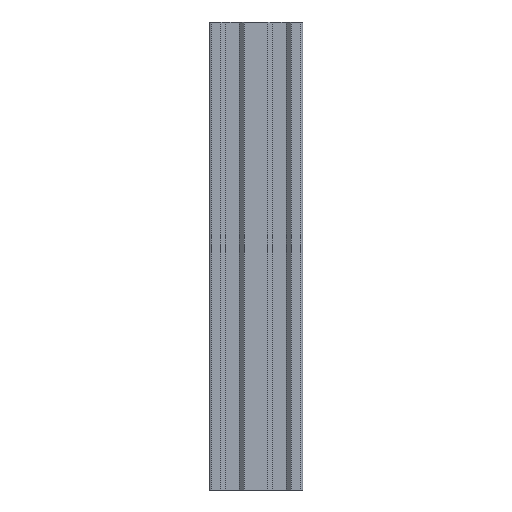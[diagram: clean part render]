
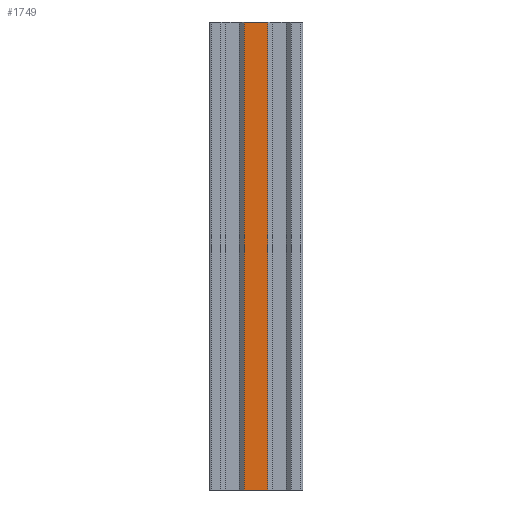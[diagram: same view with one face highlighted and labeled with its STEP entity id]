
A CAD part, left-side view. The second image highlights one B-rep face of the part: STEP entity #1749.
In plain terms, the highlighted planar face has unit normal (-1, 0, 0).
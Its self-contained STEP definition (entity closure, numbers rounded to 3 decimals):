
#47=FACE_OUTER_BOUND('',#138,.T.);
#138=EDGE_LOOP('',(#1257,#1258,#1259,#1260));
#257=LINE('',#2471,#503);
#318=LINE('',#2601,#564);
#320=LINE('',#2605,#566);
#321=LINE('',#2606,#567);
#503=VECTOR('',#1989,10.);
#564=VECTOR('',#2070,10.);
#566=VECTOR('',#2074,10.);
#567=VECTOR('',#2075,10.);
#750=VERTEX_POINT('',#2468);
#751=VERTEX_POINT('',#2470);
#810=VERTEX_POINT('',#2599);
#811=VERTEX_POINT('',#2604);
#923=EDGE_CURVE('',#750,#751,#257,.T.);
#988=EDGE_CURVE('',#810,#750,#318,.T.);
#990=EDGE_CURVE('',#811,#810,#320,.T.);
#991=EDGE_CURVE('',#751,#811,#321,.T.);
#1257=ORIENTED_EDGE('',*,*,#988,.F.);
#1258=ORIENTED_EDGE('',*,*,#990,.F.);
#1259=ORIENTED_EDGE('',*,*,#991,.F.);
#1260=ORIENTED_EDGE('',*,*,#923,.F.);
#1667=PLANE('',#1857);
#1749=ADVANCED_FACE('',(#47),#1667,.T.);
#1857=AXIS2_PLACEMENT_3D('',#2603,#2072,#2073);
#1989=DIRECTION('',(0.,1.,0.));
#2070=DIRECTION('',(0.,0.,-1.));
#2072=DIRECTION('center_axis',(-1.,0.,0.));
#2073=DIRECTION('ref_axis',(0.,-1.,0.));
#2074=DIRECTION('',(0.,-1.,0.));
#2075=DIRECTION('',(0.,0.,1.));
#2468=CARTESIAN_POINT('',(-10.,-5.,0.));
#2470=CARTESIAN_POINT('',(-10.,5.,0.));
#2471=CARTESIAN_POINT('',(-10.,0.,0.));
#2599=CARTESIAN_POINT('',(-10.,-5.,200.));
#2601=CARTESIAN_POINT('',(-10.,-5.,0.));
#2603=CARTESIAN_POINT('Origin',(-10.,7.,0.));
#2604=CARTESIAN_POINT('',(-10.,5.,200.));
#2605=CARTESIAN_POINT('',(-10.,0.,200.));
#2606=CARTESIAN_POINT('',(-10.,5.,0.));
